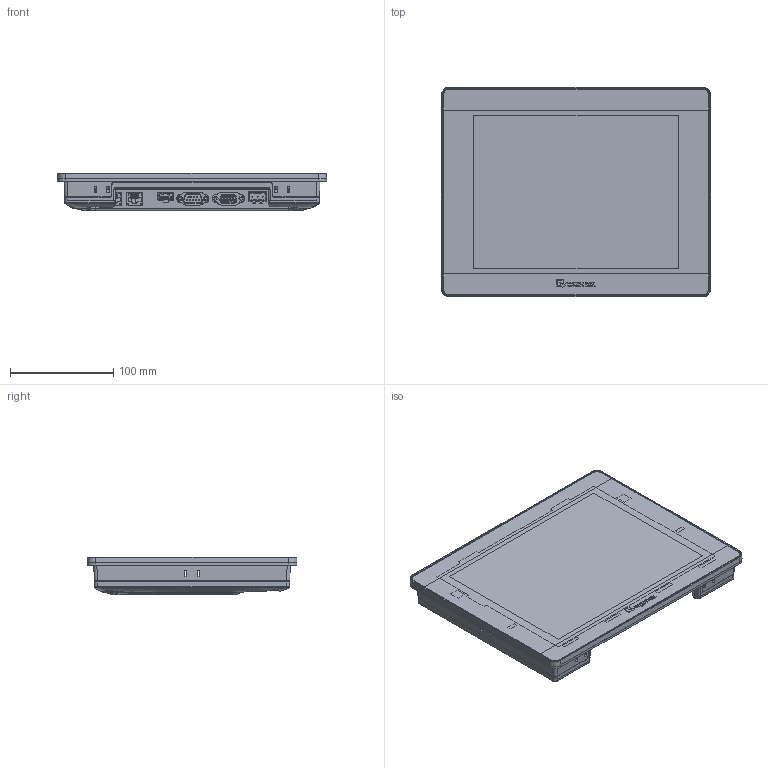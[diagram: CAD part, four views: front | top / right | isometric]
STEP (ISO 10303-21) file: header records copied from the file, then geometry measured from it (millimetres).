
FILE_DESCRIPTION (( 'STEP AP203' ), '1' );
FILE_NAME ('MT8090-140930.STEP', '2017-07-28T08:46:20', ( 'annayang' ), ( '' ), 'SwSTEP 2.0', 'SolidWorks 2011', '' );
FILE_SCHEMA (( 'CONFIG_CONTROL_DESIGN' ));
Products named in the file (1): MT8090-140930
Bounding box: 260.6 x 203.1 x 36.7 mm (x, y, z)
Surface area: 206175.4 mm2 (no closed solid volume)
Topology: 0 solids, 88 shells, 1222 faces, 4763 edges, 3522 vertices
Faces by surface type: plane 439, cylinder 241, bspline 224, cone 214, torus 98, sphere 6
Entity records: 86591 total; most frequent: CARTESIAN_POINT 50466, ORIENTED_EDGE 7228, DIRECTION 6388, EDGE_CURVE 4751, VERTEX_POINT 3522, VECTOR 2634, LINE 2634, AXIS2_PLACEMENT_3D 1877
